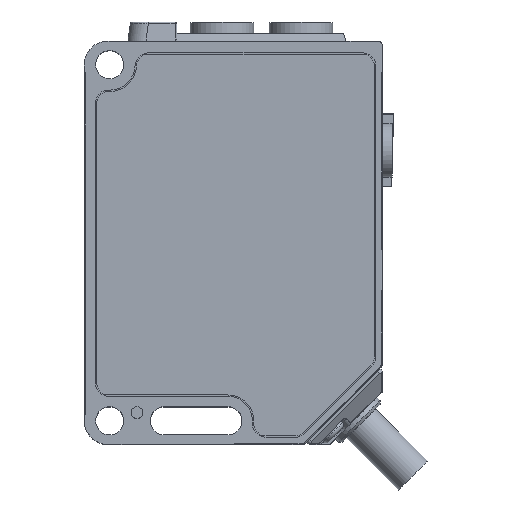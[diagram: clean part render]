
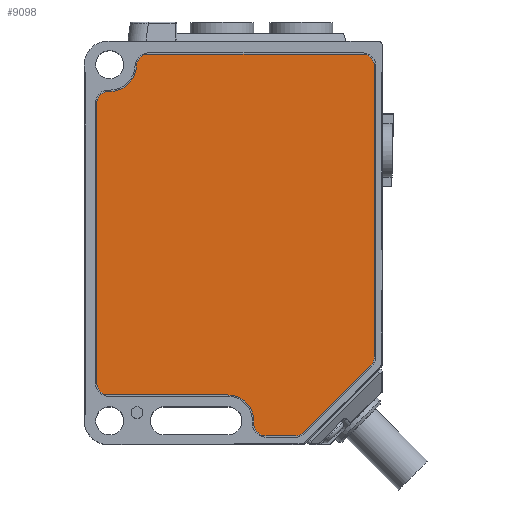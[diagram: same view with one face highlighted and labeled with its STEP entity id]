
A CAD part, top view. The second image highlights one B-rep face of the part: STEP entity #9098.
In plain terms, the highlighted planar face has unit normal (0, 0, 1).
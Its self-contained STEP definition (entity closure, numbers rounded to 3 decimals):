
#2760=DIRECTION('',(0.,1.,0.));
#2761=VECTOR('',#2760,31.921);
#2762=CARTESIAN_POINT('',(-38.599,6.823,108.5));
#2763=LINE('',#2762,#2761);
#2764=CARTESIAN_POINT('',(-39.949,6.823,108.5));
#2765=DIRECTION('',(0.,0.,1.));
#2766=DIRECTION('',(0.707,-0.707,0.));
#2767=AXIS2_PLACEMENT_3D('',#2764,#2765,#2766);
#2769=DIRECTION('',(0.707,0.707,0.));
#2770=VECTOR('',#2769,10.436);
#2771=CARTESIAN_POINT('',(-46.374,-1.511,108.5));
#2772=LINE('',#2771,#2770);
#2773=CARTESIAN_POINT('',(-47.329,-0.556,108.5));
#2774=DIRECTION('',(0.,0.,1.));
#2775=DIRECTION('',(0.,-1.,0.));
#2776=AXIS2_PLACEMENT_3D('',#2773,#2774,#2775);
#2778=DIRECTION('',(1.,0.,0.));
#2779=VECTOR('',#2778,3.221);
#2780=CARTESIAN_POINT('',(-50.549,-1.906,108.5));
#2781=LINE('',#2780,#2779);
#2782=CARTESIAN_POINT('',(-50.549,-0.556,108.5));
#2783=DIRECTION('',(0.,0.,1.));
#2784=DIRECTION('',(-1.,0.,0.));
#2785=AXIS2_PLACEMENT_3D('',#2782,#2783,#2784);
#2787=DIRECTION('',(0.,-1.,0.));
#2788=VECTOR('',#2787,0.3);
#2789=CARTESIAN_POINT('',(-51.899,-0.256,108.5));
#2790=LINE('',#2789,#2788);
#2791=CARTESIAN_POINT('',(-54.749,-0.256,108.5));
#2792=DIRECTION('',(0.,0.,-1.));
#2793=DIRECTION('',(0.,1.,0.));
#2794=AXIS2_PLACEMENT_3D('',#2791,#2792,#2793);
#2796=DIRECTION('',(1.,0.,0.));
#2797=VECTOR('',#2796,13.1);
#2798=CARTESIAN_POINT('',(-67.849,2.594,108.5));
#2799=LINE('',#2798,#2797);
#2800=CARTESIAN_POINT('',(-67.849,3.944,108.5));
#2801=DIRECTION('',(0.,0.,1.));
#2802=DIRECTION('',(-1.,0.,0.));
#2803=AXIS2_PLACEMENT_3D('',#2800,#2801,#2802);
#2805=DIRECTION('',(0.,-1.,0.));
#2806=VECTOR('',#2805,30.7);
#2807=CARTESIAN_POINT('',(-69.199,34.644,108.5));
#2808=LINE('',#2807,#2806);
#2809=CARTESIAN_POINT('',(-67.849,34.644,108.5));
#2810=DIRECTION('',(0.,0.,1.));
#2811=DIRECTION('',(0.,1.,0.));
#2812=AXIS2_PLACEMENT_3D('',#2809,#2810,#2811);
#2814=DIRECTION('',(-1.,0.,0.));
#2815=VECTOR('',#2814,0.1);
#2816=CARTESIAN_POINT('',(-67.749,35.994,108.5));
#2817=LINE('',#2816,#2815);
#2818=CARTESIAN_POINT('',(-67.749,38.944,108.5));
#2819=DIRECTION('',(0.,0.,-1.));
#2820=DIRECTION('',(0.999,-0.047,0.));
#2821=AXIS2_PLACEMENT_3D('',#2818,#2819,#2820);
#2823=CARTESIAN_POINT('',(-63.454,38.744,108.5));
#2824=DIRECTION('',(0.,0.,1.));
#2825=DIRECTION('',(0.,1.,0.));
#2826=AXIS2_PLACEMENT_3D('',#2823,#2824,#2825);
#2828=DIRECTION('',(-1.,0.,0.));
#2829=VECTOR('',#2828,23.505);
#2830=CARTESIAN_POINT('',(-39.949,40.094,108.5));
#2831=LINE('',#2830,#2829);
#2832=CARTESIAN_POINT('',(-39.949,38.744,108.5));
#2833=DIRECTION('',(0.,0.,1.));
#2834=DIRECTION('',(1.,0.,0.));
#2835=AXIS2_PLACEMENT_3D('',#2832,#2833,#2834);
#4143=CARTESIAN_POINT('',(-69.199,3.944,108.5));
#4145=VERTEX_POINT('',#4143);
#4149=CARTESIAN_POINT('',(-69.199,34.644,108.5));
#4150=VERTEX_POINT('',#4149);
#4199=CARTESIAN_POINT('',(-38.995,5.869,108.5));
#4201=VERTEX_POINT('',#4199);
#4205=CARTESIAN_POINT('',(-46.374,-1.511,108.5));
#4206=VERTEX_POINT('',#4205);
#4312=CARTESIAN_POINT('',(-51.899,-0.556,108.5));
#4314=VERTEX_POINT('',#4312);
#4318=CARTESIAN_POINT('',(-51.899,-0.256,108.5));
#4319=VERTEX_POINT('',#4318);
#4325=CARTESIAN_POINT('',(-38.599,6.823,108.5));
#4327=VERTEX_POINT('',#4325);
#4338=CARTESIAN_POINT('',(-54.749,2.594,108.5));
#4339=VERTEX_POINT('',#4338);
#4342=CARTESIAN_POINT('',(-67.849,2.594,108.5));
#4343=VERTEX_POINT('',#4342);
#4365=CARTESIAN_POINT('',(-39.949,40.094,108.5));
#4367=VERTEX_POINT('',#4365);
#4370=CARTESIAN_POINT('',(-38.599,38.744,108.5));
#4371=VERTEX_POINT('',#4370);
#4372=CARTESIAN_POINT('',(-67.849,35.994,108.5));
#4374=VERTEX_POINT('',#4372);
#4378=CARTESIAN_POINT('',(-67.749,35.994,108.5));
#4379=VERTEX_POINT('',#4378);
#4387=CARTESIAN_POINT('',(-50.549,-1.906,108.5));
#4389=VERTEX_POINT('',#4387);
#4390=CARTESIAN_POINT('',(-63.454,40.094,108.5));
#4392=VERTEX_POINT('',#4390);
#4398=CARTESIAN_POINT('',(-47.329,-1.906,108.5));
#4399=VERTEX_POINT('',#4398);
#4404=CARTESIAN_POINT('',(-64.802,38.807,108.5));
#4405=VERTEX_POINT('',#4404);
#9058=CARTESIAN_POINT('',(-44.62,40.688,108.5));
#9059=DIRECTION('',(0.,0.,1.));
#9060=DIRECTION('',(1.,0.,0.));
#9061=AXIS2_PLACEMENT_3D('',#9058,#9059,#9060);
#9062=PLANE('',#9061);
#9064=ORIENTED_EDGE('',*,*,#9063,.F.);
#9066=ORIENTED_EDGE('',*,*,#9065,.F.);
#9068=ORIENTED_EDGE('',*,*,#9067,.F.);
#9070=ORIENTED_EDGE('',*,*,#9069,.F.);
#9072=ORIENTED_EDGE('',*,*,#9071,.F.);
#9074=ORIENTED_EDGE('',*,*,#9073,.F.);
#9076=ORIENTED_EDGE('',*,*,#9075,.F.);
#9078=ORIENTED_EDGE('',*,*,#9077,.F.);
#9080=ORIENTED_EDGE('',*,*,#9079,.F.);
#9082=ORIENTED_EDGE('',*,*,#9081,.F.);
#9083=ORIENTED_EDGE('',*,*,#9048,.F.);
#9085=ORIENTED_EDGE('',*,*,#9084,.F.);
#9087=ORIENTED_EDGE('',*,*,#9086,.F.);
#9089=ORIENTED_EDGE('',*,*,#9088,.F.);
#9091=ORIENTED_EDGE('',*,*,#9090,.F.);
#9093=ORIENTED_EDGE('',*,*,#9092,.F.);
#9095=ORIENTED_EDGE('',*,*,#9094,.F.);
#9096=EDGE_LOOP('',(#9064,#9066,#9068,#9070,#9072,#9074,#9076,#9078,#9080,#9082,
#9083,#9085,#9087,#9089,#9091,#9093,#9095));
#9097=FACE_OUTER_BOUND('',#9096,.F.);
#2768=CIRCLE('',#2767,1.35);
#2777=CIRCLE('',#2776,1.35);
#2786=CIRCLE('',#2785,1.35);
#2795=CIRCLE('',#2794,2.85);
#2804=CIRCLE('',#2803,1.35);
#2813=CIRCLE('',#2812,1.35);
#2822=CIRCLE('',#2821,2.95);
#2827=CIRCLE('',#2826,1.35);
#2836=CIRCLE('',#2835,1.35);
#9048=EDGE_CURVE('',#4150,#4145,#2808,.T.);
#9063=EDGE_CURVE('',#4327,#4371,#2763,.T.);
#9065=EDGE_CURVE('',#4201,#4327,#2768,.T.);
#9067=EDGE_CURVE('',#4206,#4201,#2772,.T.);
#9069=EDGE_CURVE('',#4399,#4206,#2777,.T.);
#9071=EDGE_CURVE('',#4389,#4399,#2781,.T.);
#9073=EDGE_CURVE('',#4314,#4389,#2786,.T.);
#9075=EDGE_CURVE('',#4319,#4314,#2790,.T.);
#9077=EDGE_CURVE('',#4339,#4319,#2795,.T.);
#9079=EDGE_CURVE('',#4343,#4339,#2799,.T.);
#9081=EDGE_CURVE('',#4145,#4343,#2804,.T.);
#9084=EDGE_CURVE('',#4374,#4150,#2813,.T.);
#9086=EDGE_CURVE('',#4379,#4374,#2817,.T.);
#9088=EDGE_CURVE('',#4405,#4379,#2822,.T.);
#9090=EDGE_CURVE('',#4392,#4405,#2827,.T.);
#9092=EDGE_CURVE('',#4367,#4392,#2831,.T.);
#9094=EDGE_CURVE('',#4371,#4367,#2836,.T.);
#9098=ADVANCED_FACE('',(#9097),#9062,.T.);
